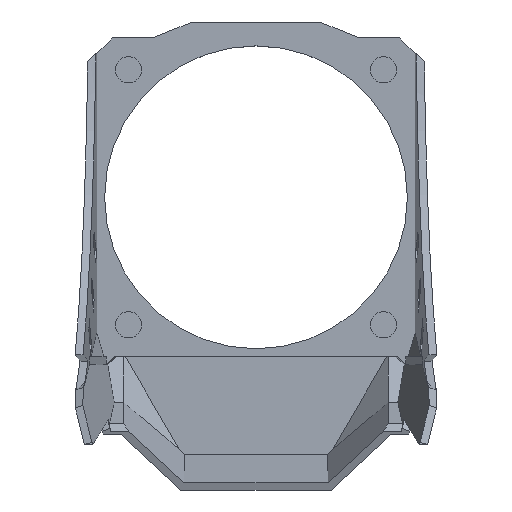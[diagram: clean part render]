
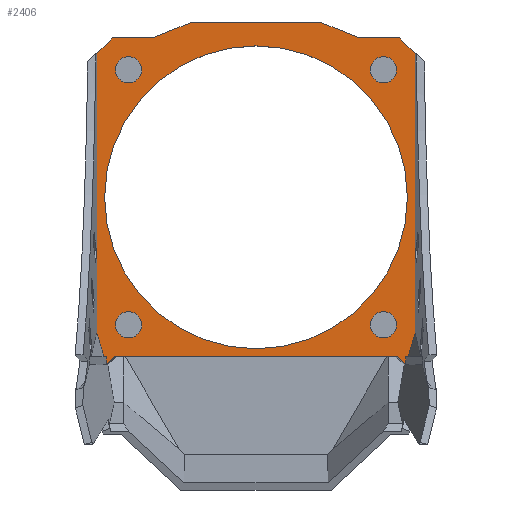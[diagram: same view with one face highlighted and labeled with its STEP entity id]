
A CAD part, top view. The second image highlights one B-rep face of the part: STEP entity #2406.
In plain terms, the highlighted planar face has unit normal (0, 0, 1).
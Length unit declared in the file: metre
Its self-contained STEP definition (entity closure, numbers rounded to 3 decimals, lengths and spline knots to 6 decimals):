
#23=LINE('',#3387,#340);
#24=LINE('',#3390,#341);
#25=LINE('',#3392,#342);
#26=LINE('',#3394,#343);
#27=LINE('',#3396,#344);
#28=LINE('',#3398,#345);
#29=LINE('',#3400,#346);
#30=LINE('',#3402,#347);
#31=LINE('',#3404,#348);
#32=LINE('',#3406,#349);
#33=LINE('',#3408,#350);
#34=LINE('',#3410,#351);
#35=LINE('',#3412,#352);
#36=LINE('',#3414,#353);
#37=LINE('',#3416,#354);
#38=LINE('',#3418,#355);
#39=LINE('',#3420,#356);
#40=LINE('',#3422,#357);
#340=VECTOR('',#2753,1.);
#341=VECTOR('',#2754,1.);
#342=VECTOR('',#2755,1.);
#343=VECTOR('',#2756,1.);
#344=VECTOR('',#2757,1.);
#345=VECTOR('',#2758,1.);
#346=VECTOR('',#2759,1.);
#347=VECTOR('',#2760,1.);
#348=VECTOR('',#2761,1.);
#349=VECTOR('',#2762,1.);
#350=VECTOR('',#2763,1.);
#351=VECTOR('',#2764,1.);
#352=VECTOR('',#2765,1.);
#353=VECTOR('',#2766,1.);
#354=VECTOR('',#2767,1.);
#355=VECTOR('',#2768,1.);
#356=VECTOR('',#2769,1.);
#357=VECTOR('',#2770,1.);
#654=PLANE('',#2564);
#789=ORIENTED_EDGE('',*,*,#1477,.T.);
#790=ORIENTED_EDGE('',*,*,#1465,.T.);
#791=ORIENTED_EDGE('',*,*,#1463,.T.);
#792=ORIENTED_EDGE('',*,*,#1467,.F.);
#793=ORIENTED_EDGE('',*,*,#1461,.F.);
#794=ORIENTED_EDGE('',*,*,#1478,.F.);
#795=ORIENTED_EDGE('',*,*,#1479,.T.);
#796=ORIENTED_EDGE('',*,*,#1480,.T.);
#797=ORIENTED_EDGE('',*,*,#1481,.T.);
#798=ORIENTED_EDGE('',*,*,#1482,.F.);
#799=ORIENTED_EDGE('',*,*,#1483,.F.);
#800=ORIENTED_EDGE('',*,*,#1484,.T.);
#801=ORIENTED_EDGE('',*,*,#1485,.F.);
#802=ORIENTED_EDGE('',*,*,#1486,.F.);
#803=ORIENTED_EDGE('',*,*,#1487,.T.);
#804=ORIENTED_EDGE('',*,*,#1488,.T.);
#805=ORIENTED_EDGE('',*,*,#1489,.T.);
#806=ORIENTED_EDGE('',*,*,#1490,.F.);
#807=ORIENTED_EDGE('',*,*,#1491,.T.);
#808=ORIENTED_EDGE('',*,*,#1492,.T.);
#809=ORIENTED_EDGE('',*,*,#1493,.F.);
#810=ORIENTED_EDGE('',*,*,#1494,.T.);
#811=ORIENTED_EDGE('',*,*,#1495,.F.);
#1461=EDGE_CURVE('',#1805,#1805,#2036,.F.);
#1463=EDGE_CURVE('',#1807,#1807,#2038,.F.);
#1465=EDGE_CURVE('',#1809,#1809,#2040,.F.);
#1467=EDGE_CURVE('',#1811,#1811,#2042,.F.);
#1477=EDGE_CURVE('',#1821,#1821,#2048,.F.);
#1478=EDGE_CURVE('',#1822,#1823,#23,.T.);
#1479=EDGE_CURVE('',#1822,#1824,#24,.T.);
#1480=EDGE_CURVE('',#1824,#1825,#25,.T.);
#1481=EDGE_CURVE('',#1825,#1826,#26,.T.);
#1482=EDGE_CURVE('',#1827,#1826,#27,.T.);
#1483=EDGE_CURVE('',#1828,#1827,#28,.T.);
#1484=EDGE_CURVE('',#1828,#1829,#29,.T.);
#1485=EDGE_CURVE('',#1830,#1829,#30,.T.);
#1486=EDGE_CURVE('',#1831,#1830,#31,.T.);
#1487=EDGE_CURVE('',#1831,#1832,#32,.T.);
#1488=EDGE_CURVE('',#1832,#1833,#33,.T.);
#1489=EDGE_CURVE('',#1833,#1834,#34,.T.);
#1490=EDGE_CURVE('',#1835,#1834,#35,.T.);
#1491=EDGE_CURVE('',#1835,#1836,#36,.T.);
#1492=EDGE_CURVE('',#1836,#1837,#37,.T.);
#1493=EDGE_CURVE('',#1838,#1837,#38,.T.);
#1494=EDGE_CURVE('',#1838,#1839,#39,.T.);
#1495=EDGE_CURVE('',#1823,#1839,#40,.T.);
#1805=VERTEX_POINT('',#3347);
#1807=VERTEX_POINT('',#3352);
#1809=VERTEX_POINT('',#3357);
#1811=VERTEX_POINT('',#3362);
#1821=VERTEX_POINT('',#3386);
#1822=VERTEX_POINT('',#3388);
#1823=VERTEX_POINT('',#3389);
#1824=VERTEX_POINT('',#3391);
#1825=VERTEX_POINT('',#3393);
#1826=VERTEX_POINT('',#3395);
#1827=VERTEX_POINT('',#3397);
#1828=VERTEX_POINT('',#3399);
#1829=VERTEX_POINT('',#3401);
#1830=VERTEX_POINT('',#3403);
#1831=VERTEX_POINT('',#3405);
#1832=VERTEX_POINT('',#3407);
#1833=VERTEX_POINT('',#3409);
#1834=VERTEX_POINT('',#3411);
#1835=VERTEX_POINT('',#3413);
#1836=VERTEX_POINT('',#3415);
#1837=VERTEX_POINT('',#3417);
#1838=VERTEX_POINT('',#3419);
#1839=VERTEX_POINT('',#3421);
#2036=CIRCLE('',#2546,0.00165);
#2038=CIRCLE('',#2549,0.00165);
#2040=CIRCLE('',#2552,0.00165);
#2042=CIRCLE('',#2555,0.00165);
#2048=CIRCLE('',#2565,0.019);
#2070=EDGE_LOOP('',(#789));
#2071=EDGE_LOOP('',(#790));
#2072=EDGE_LOOP('',(#791));
#2073=EDGE_LOOP('',(#792));
#2074=EDGE_LOOP('',(#793));
#2075=EDGE_LOOP('',(#794,#795,#796,#797,#798,#799,#800,#801,#802,#803,#804,
#805,#806,#807,#808,#809,#810,#811));
#2235=FACE_BOUND('',#2070,.T.);
#2236=FACE_BOUND('',#2071,.T.);
#2237=FACE_BOUND('',#2072,.T.);
#2238=FACE_BOUND('',#2073,.T.);
#2239=FACE_BOUND('',#2074,.T.);
#2240=FACE_BOUND('',#2075,.T.);
#2406=ADVANCED_FACE('',(#2235,#2236,#2237,#2238,#2239,#2240),#654,.T.);
#2546=AXIS2_PLACEMENT_3D('',#3346,#2709,#2710);
#2549=AXIS2_PLACEMENT_3D('',#3351,#2715,#2716);
#2552=AXIS2_PLACEMENT_3D('',#3356,#2721,#2722);
#2555=AXIS2_PLACEMENT_3D('',#3361,#2727,#2728);
#2564=AXIS2_PLACEMENT_3D('',#3384,#2749,#2750);
#2565=AXIS2_PLACEMENT_3D('',#3385,#2751,#2752);
#2709=DIRECTION('',(0.,0.,-1.));
#2710=DIRECTION('',(1.,0.,0.));
#2715=DIRECTION('',(0.,0.,1.));
#2716=DIRECTION('',(-1.,0.,0.));
#2721=DIRECTION('',(0.,0.,1.));
#2722=DIRECTION('',(-1.,0.,0.));
#2727=DIRECTION('',(0.,0.,-1.));
#2728=DIRECTION('',(1.,0.,0.));
#2749=DIRECTION('',(0.,0.,1.));
#2750=DIRECTION('',(-1.,0.,0.));
#2751=DIRECTION('',(0.,0.,1.));
#2752=DIRECTION('',(-1.,0.,0.));
#2753=DIRECTION('',(0.,1.,0.));
#2754=DIRECTION('',(0.285,-0.959,0.));
#2755=DIRECTION('',(1.,0.,0.));
#2756=DIRECTION('',(0.,-1.,0.));
#2757=DIRECTION('',(-0.712,-0.702,0.));
#2758=DIRECTION('',(-1.,0.,0.));
#2759=DIRECTION('',(0.712,-0.702,0.));
#2760=DIRECTION('',(0.,-1.,0.));
#2761=DIRECTION('',(-1.,0.,0.));
#2762=DIRECTION('',(0.285,0.959,0.));
#2763=DIRECTION('',(0.,1.,0.));
#2764=DIRECTION('',(-0.708,0.706,0.));
#2765=DIRECTION('',(1.,0.,0.));
#2766=DIRECTION('',(-0.928,0.371,0.));
#2767=DIRECTION('',(-1.,0.,0.));
#2768=DIRECTION('',(0.928,0.371,0.));
#2769=DIRECTION('',(-1.,0.,0.));
#2770=DIRECTION('',(0.708,0.706,0.));
#3346=CARTESIAN_POINT('',(-0.016,-0.038,-0.019));
#3347=CARTESIAN_POINT('',(-0.01435,-0.038,-0.019));
#3351=CARTESIAN_POINT('',(0.016,-0.038,-0.019));
#3352=CARTESIAN_POINT('',(0.01435,-0.038,-0.019));
#3356=CARTESIAN_POINT('',(0.016,-0.006,-0.019));
#3357=CARTESIAN_POINT('',(0.01435,-0.006,-0.019));
#3361=CARTESIAN_POINT('',(-0.016,-0.006,-0.019));
#3362=CARTESIAN_POINT('',(-0.01435,-0.006,-0.019));
#3384=CARTESIAN_POINT('',(0.,-0.1314,-0.019));
#3385=CARTESIAN_POINT('',(0.,-0.022,-0.019));
#3386=CARTESIAN_POINT('',(-0.019,-0.022,-0.019));
#3387=CARTESIAN_POINT('',(-0.02,-0.1314,-0.019));
#3388=CARTESIAN_POINT('',(-0.02,-0.038954,-0.019));
#3389=CARTESIAN_POINT('',(-0.02,-0.004,-0.019));
#3390=CARTESIAN_POINT('',(0.006878,-0.129355,-0.019));
#3391=CARTESIAN_POINT('',(-0.019097,-0.041993,-0.019));
#3392=CARTESIAN_POINT('',(0.,-0.041993,-0.019));
#3393=CARTESIAN_POINT('',(-0.018799,-0.041993,-0.019));
#3394=CARTESIAN_POINT('',(-0.018799,-0.041993,-0.019));
#3395=CARTESIAN_POINT('',(-0.018799,-0.042993,-0.019));
#3396=CARTESIAN_POINT('',(-0.01855,-0.042747,-0.019));
#3397=CARTESIAN_POINT('',(-0.017784,-0.041993,-0.019));
#3398=CARTESIAN_POINT('',(0.,-0.041993,-0.019));
#3399=CARTESIAN_POINT('',(0.017784,-0.041993,-0.019));
#3400=CARTESIAN_POINT('',(0.01855,-0.042747,-0.019));
#3401=CARTESIAN_POINT('',(0.018799,-0.042993,-0.019));
#3402=CARTESIAN_POINT('',(0.018799,-0.041993,-0.019));
#3403=CARTESIAN_POINT('',(0.018799,-0.041993,-0.019));
#3404=CARTESIAN_POINT('',(0.,-0.041993,-0.019));
#3405=CARTESIAN_POINT('',(0.019097,-0.041993,-0.019));
#3406=CARTESIAN_POINT('',(-0.006878,-0.129355,-0.019));
#3407=CARTESIAN_POINT('',(0.02,-0.038954,-0.019));
#3408=CARTESIAN_POINT('',(0.02,-0.1314,-0.019));
#3409=CARTESIAN_POINT('',(0.02,-0.004,-0.019));
#3410=CARTESIAN_POINT('',(0.073671,-0.057517,-0.019));
#3411=CARTESIAN_POINT('',(0.017994,-0.002,-0.019));
#3412=CARTESIAN_POINT('',(0.,-0.002,-0.019));
#3413=CARTESIAN_POINT('',(0.013,-0.002,-0.019));
#3414=CARTESIAN_POINT('',(0.0105,-0.001,-0.019));
#3415=CARTESIAN_POINT('',(0.008,0.,-0.019));
#3416=CARTESIAN_POINT('',(0.004,0.,-0.019));
#3417=CARTESIAN_POINT('',(-0.008,0.,-0.019));
#3418=CARTESIAN_POINT('',(-0.0105,-0.001,-0.019));
#3419=CARTESIAN_POINT('',(-0.013,-0.002,-0.019));
#3420=CARTESIAN_POINT('',(0.,-0.002,-0.019));
#3421=CARTESIAN_POINT('',(-0.017994,-0.002,-0.019));
#3422=CARTESIAN_POINT('',(-0.073671,-0.057517,-0.019));
